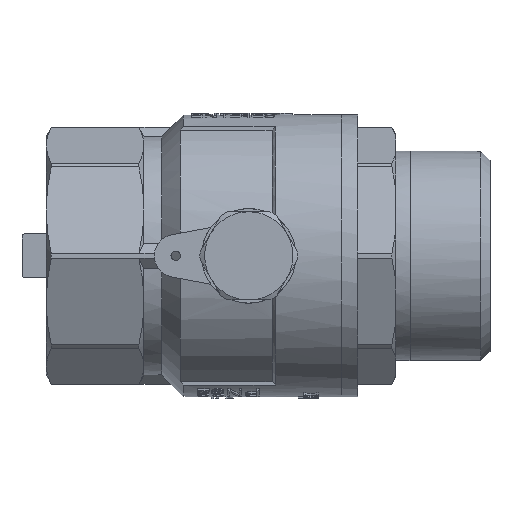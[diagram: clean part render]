
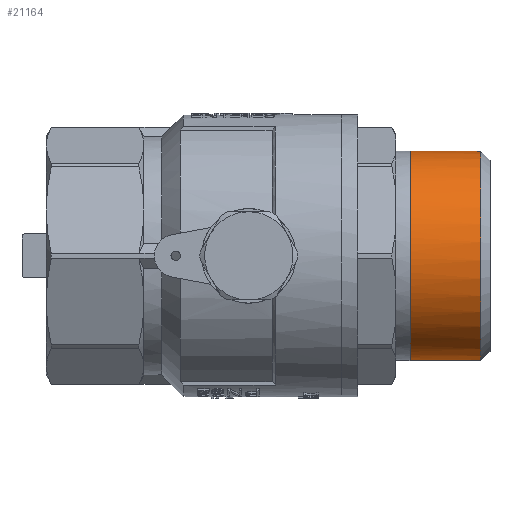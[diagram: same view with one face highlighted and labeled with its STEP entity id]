
A CAD part, front view. The second image highlights one B-rep face of the part: STEP entity #21164.
In plain terms, the highlighted cylindrical face has radius 16.625 mm (diameter 33.249 mm), a full revolution.
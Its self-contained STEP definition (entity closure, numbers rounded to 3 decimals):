
#2097=CIRCLE('',#31804,16.625);
#2098=CIRCLE('',#31805,16.625);
#2254=CYLINDRICAL_SURFACE('',#31803,16.625);
#8466=ORIENTED_EDGE('',*,*,#11727,.T.);
#8467=ORIENTED_EDGE('',*,*,#11728,.F.);
#11727=EDGE_CURVE('',#13890,#13890,#2097,.T.);
#11728=EDGE_CURVE('',#13891,#13891,#2098,.T.);
#13890=VERTEX_POINT('',#51282);
#13891=VERTEX_POINT('',#51284);
#17687=EDGE_LOOP('',(#8466));
#17688=EDGE_LOOP('',(#8467));
#19021=FACE_BOUND('',#17687,.T.);
#19022=FACE_BOUND('',#17688,.T.);
#21164=ADVANCED_FACE('',(#19021,#19022),#2254,.T.);
#31803=AXIS2_PLACEMENT_3D('',#51280,#38852,#38853);
#31804=AXIS2_PLACEMENT_3D('',#51281,#38854,#38855);
#31805=AXIS2_PLACEMENT_3D('',#51283,#38856,#38857);
#38852=DIRECTION('',(1.,0.,0.));
#38853=DIRECTION('',(0.,-1.,0.));
#38854=DIRECTION('',(1.,0.,0.));
#38855=DIRECTION('',(0.,0.,-1.));
#38856=DIRECTION('',(1.,0.,0.));
#38857=DIRECTION('',(0.,-1.,0.));
#51280=CARTESIAN_POINT('',(-35.85,0.,0.));
#51281=CARTESIAN_POINT('',(-35.75,0.,0.));
#51282=CARTESIAN_POINT('',(-35.75,0.,-16.625));
#51283=CARTESIAN_POINT('',(-24.55,0.,0.));
#51284=CARTESIAN_POINT('',(-24.55,-16.625,0.));
